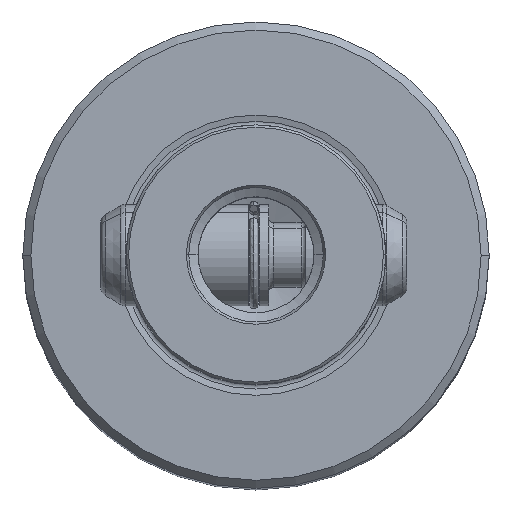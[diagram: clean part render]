
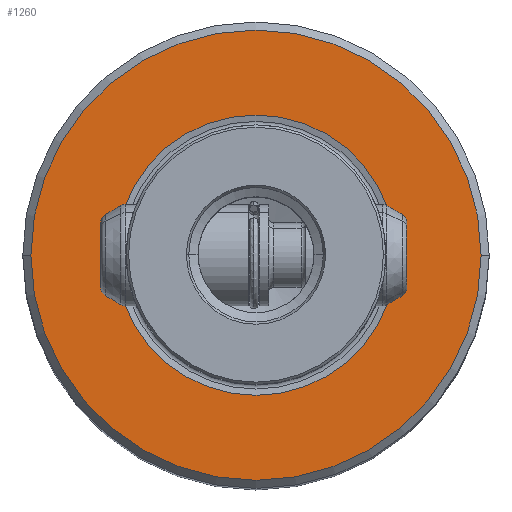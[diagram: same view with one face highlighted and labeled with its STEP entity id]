
A CAD part, top view. The second image highlights one B-rep face of the part: STEP entity #1260.
In plain terms, the highlighted planar face has unit normal (0, 0, 1).
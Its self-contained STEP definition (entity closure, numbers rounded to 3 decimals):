
#568=EDGE_CURVE('NONE',#1066,#776,#1500,.T.);
#694=EDGE_CURVE('NONE',#1230,#1028,#1643,.T.);
#776=VERTEX_POINT('NONE',#1738);
#782=EDGE_CURVE('NONE',#1028,#1230,#1744,.T.);
#1028=VERTEX_POINT('NONE',#2017);
#1066=VERTEX_POINT('NONE',#2057);
#1230=VERTEX_POINT('NONE',#2240);
#1256=EDGE_CURVE('NONE',#776,#1066,#2269,.T.);
#1260=ADVANCED_FACE('NONE',(#2273,#2274),#2275,.T.);
#1500=CIRCLE('',#2572,24.275);
#1643=CIRCLE('',#2789,15.112);
#1738=CARTESIAN_POINT('',(-24.275,0.,0.0));
#1744=CIRCLE('',#2974,15.112);
#2017=CARTESIAN_POINT('',(-15.112,0.,0.0));
#2057=CARTESIAN_POINT('',(24.275,0.,0.0));
#2240=CARTESIAN_POINT('',(15.112,0.,0.0));
#2269=CIRCLE('',#4000,24.275);
#2273=FACE_OUTER_BOUND('',#4006,.T.);
#2274=FACE_BOUND('',#4007,.T.);
#2275=PLANE('',#4008);
#2572=AXIS2_PLACEMENT_3D('',#4383,#4384,#4385);
#2789=AXIS2_PLACEMENT_3D('',#4591,#4592,#4593);
#2974=AXIS2_PLACEMENT_3D('',#4735,#4736,#4737);
#4000=AXIS2_PLACEMENT_3D('',#5379,#5380,#5381);
#4006=EDGE_LOOP('',(#5384,#5385));
#4007=EDGE_LOOP('',(#5386,#5387));
#4008=AXIS2_PLACEMENT_3D('',#5388,#5389,#5390);
#4383=CARTESIAN_POINT('',(0.0,0.0,0.0));
#4384=DIRECTION('',(0.0,0.0,-1.0));
#4385=DIRECTION('',(0.0,1.0,0.0));
#4591=CARTESIAN_POINT('',(0.0,0.0,0.0));
#4592=DIRECTION('',(0.0,-0.0,1.0));
#4593=DIRECTION('',(0.0,1.0,0.0));
#4735=CARTESIAN_POINT('',(0.0,0.0,0.0));
#4736=DIRECTION('',(0.0,-0.0,1.0));
#4737=DIRECTION('',(0.0,1.0,0.0));
#5379=CARTESIAN_POINT('',(0.0,0.0,0.0));
#5380=DIRECTION('',(0.0,0.0,-1.0));
#5381=DIRECTION('',(0.0,1.0,0.0));
#5384=ORIENTED_EDGE('',*,*,#1256,.F.);
#5385=ORIENTED_EDGE('',*,*,#568,.F.);
#5386=ORIENTED_EDGE('',*,*,#694,.F.);
#5387=ORIENTED_EDGE('',*,*,#782,.F.);
#5388=CARTESIAN_POINT('',(-14.0,0.0,0.0));
#5389=DIRECTION('',(-0.0,0.0,1.0));
#5390=DIRECTION('',(0.0,1.0,0.0));
